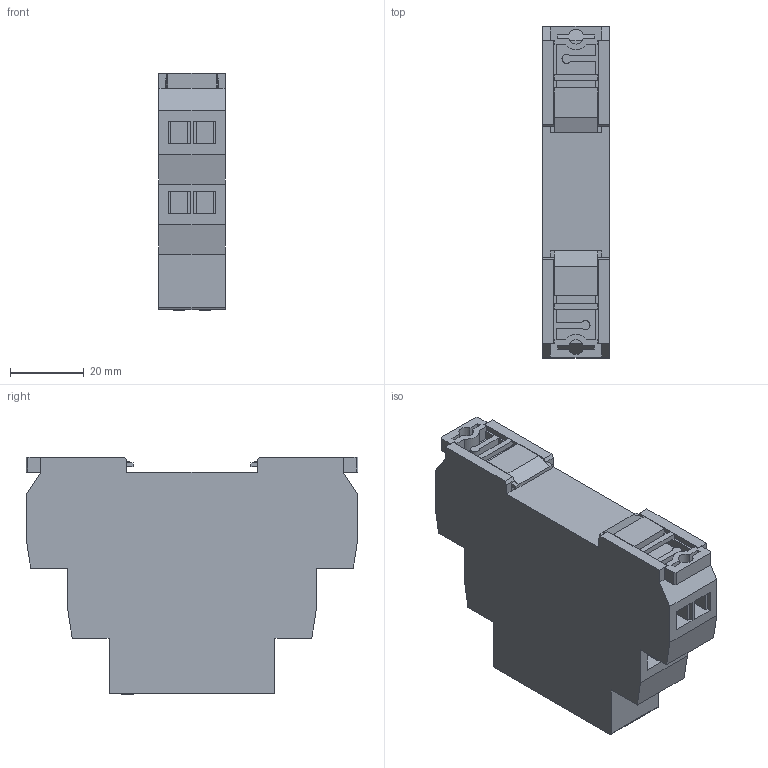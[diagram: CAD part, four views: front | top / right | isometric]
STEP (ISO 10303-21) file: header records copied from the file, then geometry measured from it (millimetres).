
FILE_DESCRIPTION (( 'STEP AP203' ), '1' );
FILE_NAME ('ORI-01-05 Ðåëå òîêà ORI. 0,05-0,5 À. 24-240 Â AC_ 24 Â DC IEK.STEP', '2017-12-25T12:56:13', ( '' ), ( '' ), 'SwSTEP 2.0', 'SolidWorks 2014', '' );
FILE_SCHEMA (( 'CONFIG_CONTROL_DESIGN' ));
Length unit declared in the file: millimetre
Products named in the file (1): ORI-01-05 Ðåëå òîêà ORI. 0,05-0,5 À. 24-240 Â AC_ 24 Â DC IEK
Bounding box: 18 x 90 x 64.3 mm (x, y, z)
Volume: 76371 mm3; surface area: 18788.5 mm2
Topology: 1 solids, 2 shells, 645 faces, 1762 edges, 1165 vertices
Faces by surface type: plane 552, bspline 54, cylinder 29, torus 10
Full cylindrical faces by diameter (mm): 1.38 x1, 3.095 x2, 4.3 x7, 5 x2
Entity records: 23046 total; most frequent: CARTESIAN_POINT 7037, ORIENTED_EDGE 3478, DIRECTION 2889, EDGE_CURVE 1739, LINE 1517, VECTOR 1517, VERTEX_POINT 1154, EDGE_LOOP 717
